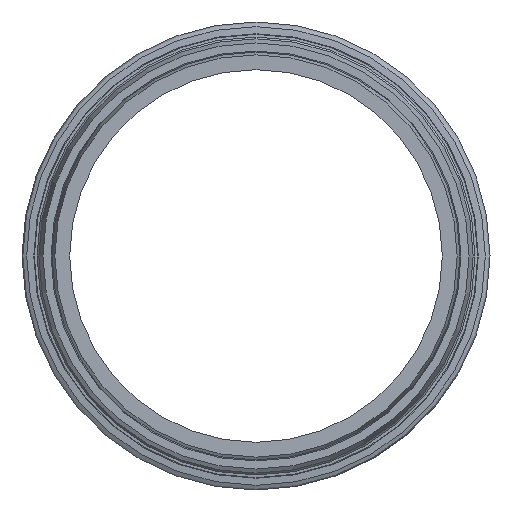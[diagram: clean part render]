
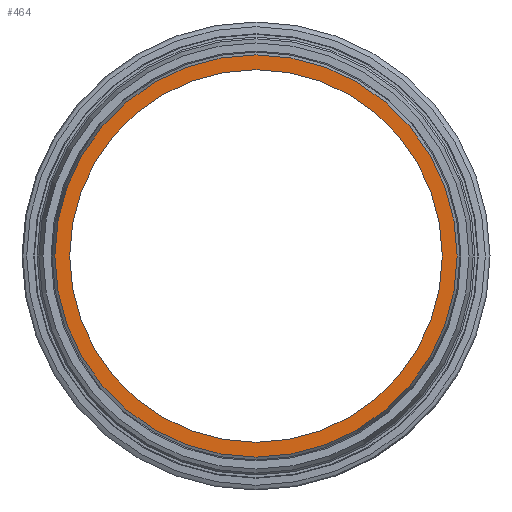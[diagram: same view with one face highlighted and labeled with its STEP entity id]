
A CAD part, front view. The second image highlights one B-rep face of the part: STEP entity #464.
In plain terms, the highlighted face is planar.
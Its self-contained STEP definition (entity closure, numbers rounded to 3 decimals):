
#31=PLANE('',#546);
#95=FACE_BOUND('',#213,.T.);
#135=FACE_OUTER_BOUND('',#212,.T.);
#212=EDGE_LOOP('',(#412));
#213=EDGE_LOOP('',(#413));
#254=CIRCLE('',#543,155.356);
#256=CIRCLE('',#547,143.9);
#294=VERTEX_POINT('',#834);
#296=VERTEX_POINT('',#840);
#334=EDGE_CURVE('',#294,#294,#254,.T.);
#336=EDGE_CURVE('',#296,#296,#256,.T.);
#412=ORIENTED_EDGE('',*,*,#334,.F.);
#413=ORIENTED_EDGE('',*,*,#336,.T.);
#464=ADVANCED_FACE('',(#135,#95),#31,.T.);
#543=AXIS2_PLACEMENT_3D('',#835,#702,#703);
#546=AXIS2_PLACEMENT_3D('',#839,#708,#709);
#547=AXIS2_PLACEMENT_3D('',#841,#710,#711);
#702=DIRECTION('center_axis',(0.,0.,-1.));
#703=DIRECTION('ref_axis',(-1.,0.,0.));
#708=DIRECTION('center_axis',(0.,0.,1.));
#709=DIRECTION('ref_axis',(1.,0.,0.));
#710=DIRECTION('center_axis',(0.,0.,-1.));
#711=DIRECTION('ref_axis',(-1.,0.,0.));
#834=CARTESIAN_POINT('',(155.356,0.,5990.9));
#835=CARTESIAN_POINT('Origin',(0.,0.,5990.9));
#839=CARTESIAN_POINT('Origin',(0.,0.,
5990.9));
#840=CARTESIAN_POINT('',(143.9,0.,5990.9));
#841=CARTESIAN_POINT('Origin',(0.,0.,5990.9));
